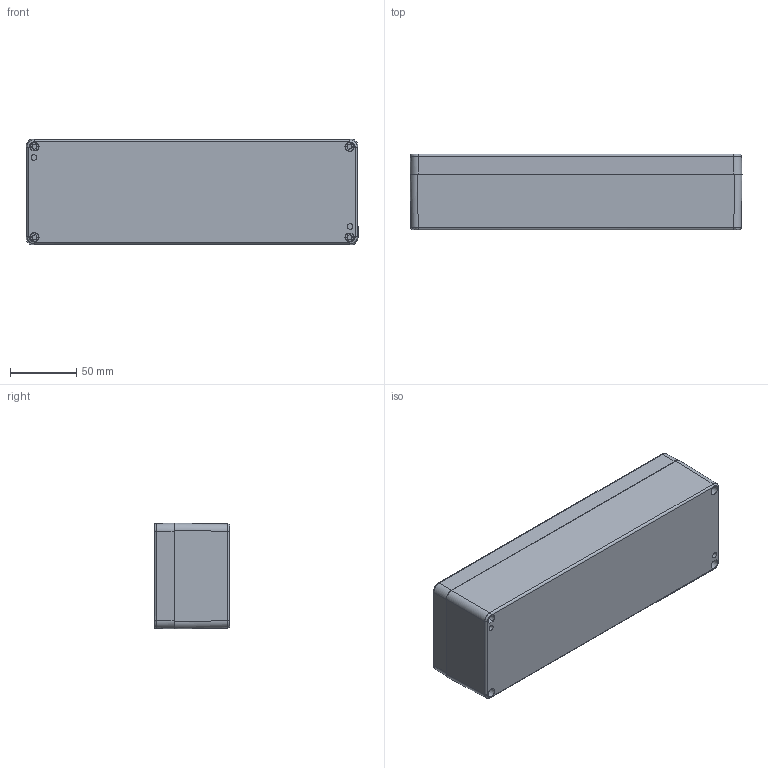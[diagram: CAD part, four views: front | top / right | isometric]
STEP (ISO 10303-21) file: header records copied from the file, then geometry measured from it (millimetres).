
FILE_DESCRIPTION (( 'STEP AP203' ), '1' );
FILE_NAME ('1590Z140GY.step', '2020-11-14T20:07:13', ( 'ADC123' ), ( 'Microsoft' ), 'SwSTEP 2.0', 'SolidWorks 2019', '' );
FILE_SCHEMA (( 'CONFIG_CONTROL_DESIGN' ));
Length unit declared in the file: inch
Products named in the file (1): 1590Z140GY
Bounding box: 250.2 x 56.9 x 79.8 mm (x, y, z)
Volume: 286676.7 mm3; surface area: 198351.3 mm2
Topology: 8 solids, 8 shells, 598 faces, 1501 edges, 947 vertices
Faces by surface type: plane 329, cylinder 125, cone 76, bspline 68
Full cylindrical faces by diameter (mm): 3 x6, 3.242 x7, 3.43 x4, 3.88 x4, 4.35 x2, 5 x6, 5.8 x4, 7 x2, 7.85 x4
Entity records: 19308 total; most frequent: CARTESIAN_POINT 5887, ORIENTED_EDGE 2792, DIRECTION 2626, EDGE_CURVE 1396, AXIS2_PLACEMENT_3D 964, VERTEX_POINT 916, EDGE_LOOP 734, VECTOR 698
